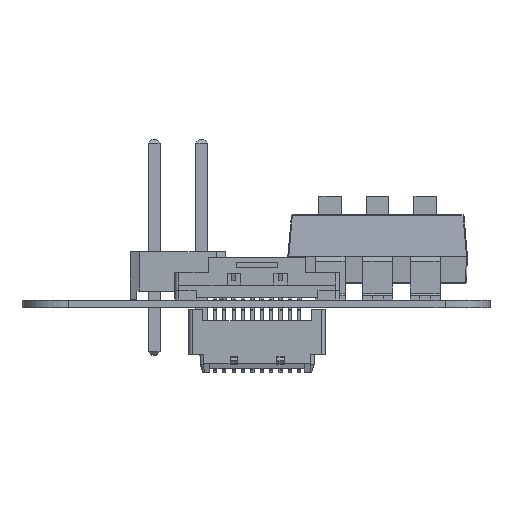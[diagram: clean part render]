
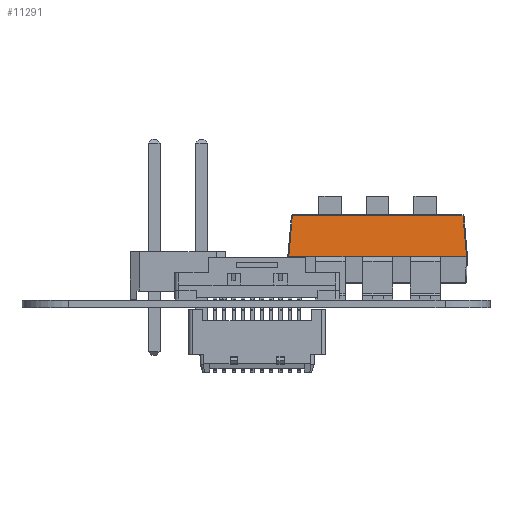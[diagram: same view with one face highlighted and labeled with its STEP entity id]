
A CAD part, left-side view. The second image highlights one B-rep face of the part: STEP entity #11291.
In plain terms, the highlighted face is planar.
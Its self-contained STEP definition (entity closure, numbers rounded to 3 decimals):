
#10457 = VERTEX_POINT('',#10458);
#10458 = CARTESIAN_POINT('',(4.75,-3.75,2.325));
#10482 = VERTEX_POINT('',#10483);
#10483 = CARTESIAN_POINT('',(4.75,-3.75,
    2.325));
#10490 = EDGE_CURVE('',#10457,#10482,#10491,.T.);
#10491 = LINE('',#10492,#10493);
#10492 = CARTESIAN_POINT('',(-2.4,-3.75,2.325));
#10493 = VECTOR('',#10494,1.);
#10494 = DIRECTION('',(1.,0.,0.));
#10656 = VERTEX_POINT('',#10657);
#10657 = CARTESIAN_POINT('',(4.56,-3.559,
    4.504));
#10689 = VERTEX_POINT('',#10690);
#10690 = CARTESIAN_POINT('',(-4.75,-3.75,2.325));
#10696 = EDGE_CURVE('',#10697,#10689,#10699,.T.);
#10697 = VERTEX_POINT('',#10698);
#10698 = CARTESIAN_POINT('',(-4.75,-3.75,2.325));
#10699 = LINE('',#10700,#10701);
#10700 = CARTESIAN_POINT('',(-2.4,-3.75,2.325));
#10701 = VECTOR('',#10702,1.);
#10702 = DIRECTION('',(1.,0.,0.));
#10853 = VERTEX_POINT('',#10854);
#10854 = CARTESIAN_POINT('',(-4.56,-3.559,
    4.504));
#10876 = EDGE_CURVE('',#10697,#10853,#10877,.T.);
#10877 = LINE('',#10878,#10879);
#10878 = CARTESIAN_POINT('',(-4.631,-3.631,
    3.69));
#10879 = VECTOR('',#10880,1.);
#10880 = DIRECTION('',(0.087,0.087,
    0.992));
#10899 = EDGE_CURVE('',#10853,#10656,#10900,.T.);
#10900 = LINE('',#10901,#10902);
#10901 = CARTESIAN_POINT('',(-3.6,-3.559,4.504));
#10902 = VECTOR('',#10903,1.);
#10903 = DIRECTION('',(1.,0.,0.));
#11120 = EDGE_CURVE('',#10656,#10482,#11121,.T.);
#11121 = LINE('',#11122,#11123);
#11122 = CARTESIAN_POINT('',(4.613,-3.613,
    3.897));
#11123 = VECTOR('',#11124,1.);
#11124 = DIRECTION('',(0.087,-0.087,
    -0.992));
#11160 = EDGE_CURVE('',#10689,#10457,#11161,.T.);
#11161 = LINE('',#11162,#11163);
#11162 = CARTESIAN_POINT('',(-2.4,-3.75,2.325));
#11163 = VECTOR('',#11164,1.);
#11164 = DIRECTION('',(1.,0.,0.));
#11291 = ADVANCED_FACE('',(#11292),#11300,.T.);
#11292 = FACE_BOUND('',#11293,.T.);
#11293 = EDGE_LOOP('',(#11294,#11295,#11296,#11297,#11298,#11299));
#11294 = ORIENTED_EDGE('',*,*,#10876,.F.);
#11295 = ORIENTED_EDGE('',*,*,#10696,.T.);
#11296 = ORIENTED_EDGE('',*,*,#11160,.T.);
#11297 = ORIENTED_EDGE('',*,*,#10490,.T.);
#11298 = ORIENTED_EDGE('',*,*,#11120,.F.);
#11299 = ORIENTED_EDGE('',*,*,#10899,.F.);
#11300 = PLANE('',#11301);
#11301 = AXIS2_PLACEMENT_3D('',#11302,#11303,#11304);
#11302 = CARTESIAN_POINT('',(-2.4,-3.653,3.438));
#11303 = DIRECTION('',(0.,-0.996,0.087));
#11304 = DIRECTION('',(0.,-0.087,-0.996));
